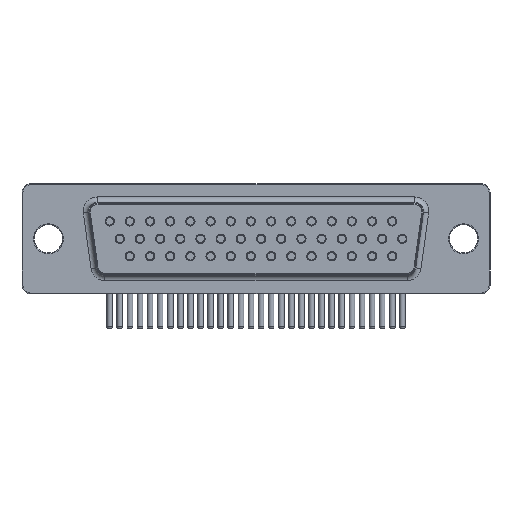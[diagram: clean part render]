
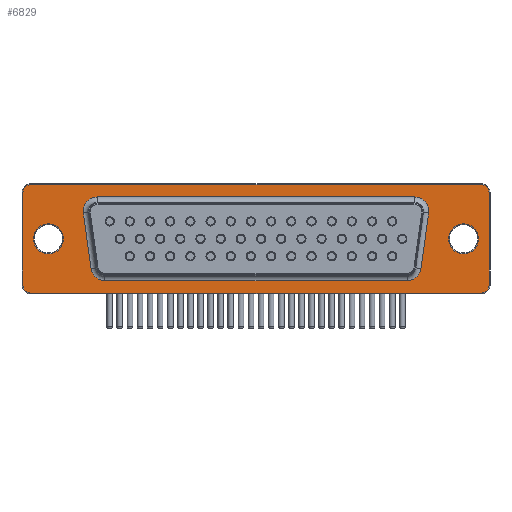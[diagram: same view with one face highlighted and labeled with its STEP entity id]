
A CAD part, front view. The second image highlights one B-rep face of the part: STEP entity #6829.
In plain terms, the highlighted planar face has unit normal (0, -1, 0).
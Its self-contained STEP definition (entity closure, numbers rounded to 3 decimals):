
#6578 = VERTEX_POINT('',#6579);
#6579 = CARTESIAN_POINT('',(-41.908,-13.66,11.5));
#6586 = EDGE_CURVE('',#6578,#6587,#6589,.T.);
#6587 = VERTEX_POINT('',#6588);
#6588 = CARTESIAN_POINT('',(-41.908,-13.66,1.));
#6589 = LINE('',#6590,#6591);
#6590 = CARTESIAN_POINT('',(-41.908,-13.66,11.5));
#6591 = VECTOR('',#6592,1.);
#6592 = DIRECTION('',(0.,0.,-1.));
#6611 = VERTEX_POINT('',#6612);
#6612 = CARTESIAN_POINT('',(-41.008,-13.66,12.4));
#6621 = EDGE_CURVE('',#6611,#6578,#6622,.T.);
#6622 = CIRCLE('',#6623,0.9);
#6623 = AXIS2_PLACEMENT_3D('',#6624,#6625,#6626);
#6624 = CARTESIAN_POINT('',(-41.008,-13.66,11.5));
#6625 = DIRECTION('',(0.,-1.,0.));
#6626 = DIRECTION('',(0.,0.,1.));
#6639 = VERTEX_POINT('',#6640);
#6640 = CARTESIAN_POINT('',(-41.008,-13.66,0.1));
#6647 = EDGE_CURVE('',#6587,#6639,#6648,.T.);
#6648 = CIRCLE('',#6649,0.9);
#6649 = AXIS2_PLACEMENT_3D('',#6650,#6651,#6652);
#6650 = CARTESIAN_POINT('',(-41.008,-13.66,1.));
#6651 = DIRECTION('',(0.,-1.,0.));
#6652 = DIRECTION('',(-1.,0.,0.));
#6663 = VERTEX_POINT('',#6664);
#6664 = CARTESIAN_POINT('',(10.093,-13.66,12.4));
#6671 = EDGE_CURVE('',#6663,#6611,#6672,.T.);
#6672 = LINE('',#6673,#6674);
#6673 = CARTESIAN_POINT('',(10.093,-13.66,12.4));
#6674 = VECTOR('',#6675,1.);
#6675 = DIRECTION('',(-1.,0.,0.));
#6688 = EDGE_CURVE('',#6639,#6689,#6691,.T.);
#6689 = VERTEX_POINT('',#6690);
#6690 = CARTESIAN_POINT('',(10.093,-13.66,0.1));
#6691 = LINE('',#6692,#6693);
#6692 = CARTESIAN_POINT('',(-41.008,-13.66,0.1));
#6693 = VECTOR('',#6694,1.);
#6694 = DIRECTION('',(1.,0.,0.));
#6713 = VERTEX_POINT('',#6714);
#6714 = CARTESIAN_POINT('',(10.993,-13.66,11.5));
#6723 = EDGE_CURVE('',#6713,#6663,#6724,.T.);
#6724 = CIRCLE('',#6725,0.9);
#6725 = AXIS2_PLACEMENT_3D('',#6726,#6727,#6728);
#6726 = CARTESIAN_POINT('',(10.093,-13.66,11.5));
#6727 = DIRECTION('',(0.,-1.,0.));
#6728 = DIRECTION('',(1.,0.,0.));
#6741 = VERTEX_POINT('',#6742);
#6742 = CARTESIAN_POINT('',(10.993,-13.66,1.));
#6749 = EDGE_CURVE('',#6689,#6741,#6750,.T.);
#6750 = CIRCLE('',#6751,0.9);
#6751 = AXIS2_PLACEMENT_3D('',#6752,#6753,#6754);
#6752 = CARTESIAN_POINT('',(10.093,-13.66,1.));
#6753 = DIRECTION('',(0.,-1.,0.));
#6754 = DIRECTION('',(0.,0.,-1.));
#6765 = EDGE_CURVE('',#6741,#6713,#6766,.T.);
#6766 = LINE('',#6767,#6768);
#6767 = CARTESIAN_POINT('',(10.993,-13.66,1.));
#6768 = VECTOR('',#6769,1.);
#6769 = DIRECTION('',(0.,0.,1.));
#6782 = VERTEX_POINT('',#6783);
#6783 = CARTESIAN_POINT('',(9.793,-13.66,6.25));
#6792 = EDGE_CURVE('',#6782,#6782,#6793,.T.);
#6793 = CIRCLE('',#6794,1.7);
#6794 = AXIS2_PLACEMENT_3D('',#6795,#6796,#6797);
#6795 = CARTESIAN_POINT('',(8.093,-13.66,6.25));
#6796 = DIRECTION('',(0.,-1.,0.));
#6797 = DIRECTION('',(1.,0.,0.));
#6808 = VERTEX_POINT('',#6809);
#6809 = CARTESIAN_POINT('',(-37.308,-13.66,6.25));
#6818 = EDGE_CURVE('',#6808,#6808,#6819,.T.);
#6819 = CIRCLE('',#6820,1.7);
#6820 = AXIS2_PLACEMENT_3D('',#6821,#6822,#6823);
#6821 = CARTESIAN_POINT('',(-39.008,-13.66,6.25));
#6822 = DIRECTION('',(0.,-1.,0.));
#6823 = DIRECTION('',(1.,0.,0.));
#6829 = ADVANCED_FACE('',(#6830,#6900,#6910,#6913),#6916,.T.);
#6830 = FACE_BOUND('',#6831,.T.);
#6831 = EDGE_LOOP('',(#6832,#6842,#6851,#6859,#6868,#6876,#6885,#6893));
#6832 = ORIENTED_EDGE('',*,*,#6833,.T.);
#6833 = EDGE_CURVE('',#6834,#6836,#6838,.T.);
#6834 = VERTEX_POINT('',#6835);
#6835 = CARTESIAN_POINT('',(-33.46,-13.66,11.));
#6836 = VERTEX_POINT('',#6837);
#6837 = CARTESIAN_POINT('',(2.545,-13.66,11.));
#6838 = LINE('',#6839,#6840);
#6839 = CARTESIAN_POINT('',(-33.46,-13.66,11.));
#6840 = VECTOR('',#6841,1.);
#6841 = DIRECTION('',(1.,0.,0.));
#6842 = ORIENTED_EDGE('',*,*,#6843,.T.);
#6843 = EDGE_CURVE('',#6836,#6844,#6846,.T.);
#6844 = VERTEX_POINT('',#6845);
#6845 = CARTESIAN_POINT('',(4.13,-13.66,9.181));
#6846 = CIRCLE('',#6847,1.6);
#6847 = AXIS2_PLACEMENT_3D('',#6848,#6849,#6850);
#6848 = CARTESIAN_POINT('',(2.545,-13.66,9.4));
#6849 = DIRECTION('',(0.,1.,0.));
#6850 = DIRECTION('',(0.,0.,1.));
#6851 = ORIENTED_EDGE('',*,*,#6852,.T.);
#6852 = EDGE_CURVE('',#6844,#6853,#6855,.T.);
#6853 = VERTEX_POINT('',#6854);
#6854 = CARTESIAN_POINT('',(3.261,-13.66,2.881));
#6855 = LINE('',#6856,#6857);
#6856 = CARTESIAN_POINT('',(4.13,-13.66,9.181));
#6857 = VECTOR('',#6858,1.);
#6858 = DIRECTION('',(-0.137,0.,
-0.991));
#6859 = ORIENTED_EDGE('',*,*,#6860,.T.);
#6860 = EDGE_CURVE('',#6853,#6861,#6863,.T.);
#6861 = VERTEX_POINT('',#6862);
#6862 = CARTESIAN_POINT('',(1.676,-13.66,1.5));
#6863 = CIRCLE('',#6864,1.6);
#6864 = AXIS2_PLACEMENT_3D('',#6865,#6866,#6867);
#6865 = CARTESIAN_POINT('',(1.676,-13.66,3.1));
#6866 = DIRECTION('',(0.,1.,0.));
#6867 = DIRECTION('',(0.991,0.,-0.137
));
#6868 = ORIENTED_EDGE('',*,*,#6869,.T.);
#6869 = EDGE_CURVE('',#6861,#6870,#6872,.T.);
#6870 = VERTEX_POINT('',#6871);
#6871 = CARTESIAN_POINT('',(-32.591,-13.66,1.5));
#6872 = LINE('',#6873,#6874);
#6873 = CARTESIAN_POINT('',(1.676,-13.66,1.5));
#6874 = VECTOR('',#6875,1.);
#6875 = DIRECTION('',(-1.,0.,0.));
#6876 = ORIENTED_EDGE('',*,*,#6877,.T.);
#6877 = EDGE_CURVE('',#6870,#6878,#6880,.T.);
#6878 = VERTEX_POINT('',#6879);
#6879 = CARTESIAN_POINT('',(-34.176,-13.66,2.881));
#6880 = CIRCLE('',#6881,1.6);
#6881 = AXIS2_PLACEMENT_3D('',#6882,#6883,#6884);
#6882 = CARTESIAN_POINT('',(-32.591,-13.66,3.1));
#6883 = DIRECTION('',(0.,1.,0.));
#6884 = DIRECTION('',(0.,0.,-1.));
#6885 = ORIENTED_EDGE('',*,*,#6886,.T.);
#6886 = EDGE_CURVE('',#6878,#6887,#6889,.T.);
#6887 = VERTEX_POINT('',#6888);
#6888 = CARTESIAN_POINT('',(-35.045,-13.66,9.181));
#6889 = LINE('',#6890,#6891);
#6890 = CARTESIAN_POINT('',(-34.176,-13.66,2.881));
#6891 = VECTOR('',#6892,1.);
#6892 = DIRECTION('',(-0.137,0.,0.991
));
#6893 = ORIENTED_EDGE('',*,*,#6894,.T.);
#6894 = EDGE_CURVE('',#6887,#6834,#6895,.T.);
#6895 = CIRCLE('',#6896,1.6);
#6896 = AXIS2_PLACEMENT_3D('',#6897,#6898,#6899);
#6897 = CARTESIAN_POINT('',(-33.46,-13.66,9.4));
#6898 = DIRECTION('',(0.,1.,0.));
#6899 = DIRECTION('',(-0.991,0.,
-0.137));
#6900 = FACE_BOUND('',#6901,.T.);
#6901 = EDGE_LOOP('',(#6902,#6903,#6904,#6905,#6906,#6907,#6908,#6909));
#6902 = ORIENTED_EDGE('',*,*,#6671,.T.);
#6903 = ORIENTED_EDGE('',*,*,#6621,.T.);
#6904 = ORIENTED_EDGE('',*,*,#6586,.T.);
#6905 = ORIENTED_EDGE('',*,*,#6647,.T.);
#6906 = ORIENTED_EDGE('',*,*,#6688,.T.);
#6907 = ORIENTED_EDGE('',*,*,#6749,.T.);
#6908 = ORIENTED_EDGE('',*,*,#6765,.T.);
#6909 = ORIENTED_EDGE('',*,*,#6723,.T.);
#6910 = FACE_BOUND('',#6911,.T.);
#6911 = EDGE_LOOP('',(#6912));
#6912 = ORIENTED_EDGE('',*,*,#6818,.F.);
#6913 = FACE_BOUND('',#6914,.T.);
#6914 = EDGE_LOOP('',(#6915));
#6915 = ORIENTED_EDGE('',*,*,#6792,.F.);
#6916 = PLANE('',#6917);
#6917 = AXIS2_PLACEMENT_3D('',#6918,#6919,#6920);
#6918 = CARTESIAN_POINT('',(-15.458,-13.66,6.25));
#6919 = DIRECTION('',(0.,-1.,0.));
#6920 = DIRECTION('',(1.,0.,0.));
